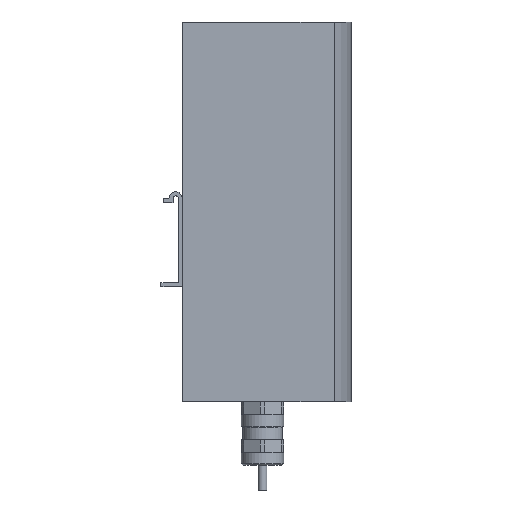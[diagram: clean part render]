
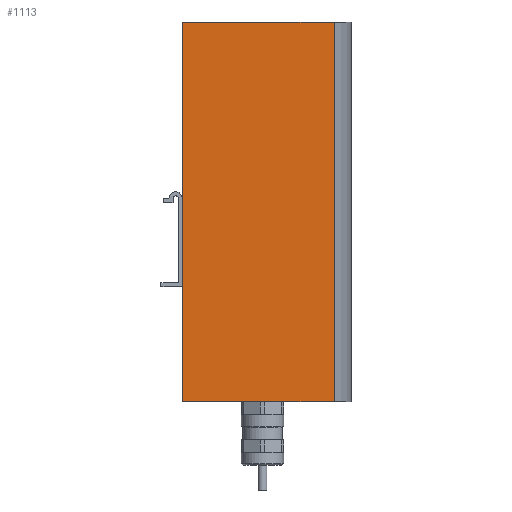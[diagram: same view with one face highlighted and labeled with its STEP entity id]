
A CAD part, front view. The second image highlights one B-rep face of the part: STEP entity #1113.
In plain terms, the highlighted planar face has unit normal (0, -1, 0).
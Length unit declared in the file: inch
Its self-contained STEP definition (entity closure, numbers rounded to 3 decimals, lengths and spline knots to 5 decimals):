
#121 = CARTESIAN_POINT ( 'NONE',  ( 1.33858, -0.94488, 0. ) ) ;
#131 = LINE ( 'NONE', #3213, #2710 ) ;
#187 = EDGE_CURVE ( 'NONE', #2310, #1892, #1745, .T. ) ;
#326 = ORIENTED_EDGE ( 'NONE', *, *, #187, .T. ) ;
#360 = DIRECTION ( 'NONE',  ( 1., 0., 0. ) ) ;
#405 = AXIS2_PLACEMENT_3D ( 'NONE', #2196, #2146, #360 ) ;
#473 = LINE ( 'NONE', #3624, #2121 ) ;
#852 = VECTOR ( 'NONE', #2970, 39.37008 ) ;
#1113 = ADVANCED_FACE ( 'NONE', ( #2798 ), #2464, .T. ) ;
#1334 = CARTESIAN_POINT ( 'NONE',  ( 1.33858, -0.94488, 7.09071 ) ) ;
#1363 = VERTEX_POINT ( 'NONE', #3398 ) ;
#1384 = DIRECTION ( 'NONE',  ( 1., 0., 0. ) ) ;
#1668 = EDGE_CURVE ( 'NONE', #1892, #3465, #473, .T. ) ;
#1674 = LINE ( 'NONE', #3553, #852 ) ;
#1745 = LINE ( 'NONE', #2874, #3292 ) ;
#1892 = VERTEX_POINT ( 'NONE', #121 ) ;
#2025 = DIRECTION ( 'NONE',  ( 0., 0., -1. ) ) ;
#2121 = VECTOR ( 'NONE', #3879, 39.37008 ) ;
#2146 = DIRECTION ( 'NONE',  ( 0., -1., 0. ) ) ;
#2196 = CARTESIAN_POINT ( 'NONE',  ( -1.49606, -0.94488, 0. ) ) ;
#2310 = VERTEX_POINT ( 'NONE', #3144 ) ;
#2464 = PLANE ( 'NONE',  #405 ) ;
#2710 = VECTOR ( 'NONE', #2025, 39.37008 ) ;
#2798 = FACE_OUTER_BOUND ( 'NONE', #3871, .T. ) ;
#2873 = EDGE_CURVE ( 'NONE', #1363, #2310, #131, .T. ) ;
#2874 = CARTESIAN_POINT ( 'NONE',  ( -1.49606, -0.94488, 0. ) ) ;
#2970 = DIRECTION ( 'NONE',  ( 1., 0., 0. ) ) ;
#3109 = ORIENTED_EDGE ( 'NONE', *, *, #2873, .T. ) ;
#3144 = CARTESIAN_POINT ( 'NONE',  ( -1.49606, -0.94488, 0. ) ) ;
#3213 = CARTESIAN_POINT ( 'NONE',  ( -1.49606, -0.94488, 0. ) ) ;
#3251 = ORIENTED_EDGE ( 'NONE', *, *, #1668, .T. ) ;
#3292 = VECTOR ( 'NONE', #1384, 39.37008 ) ;
#3398 = CARTESIAN_POINT ( 'NONE',  ( -1.49606, -0.94488, 7.09071 ) ) ;
#3465 = VERTEX_POINT ( 'NONE', #1334 ) ;
#3553 = CARTESIAN_POINT ( 'NONE',  ( -1.49606, -0.94488, 7.09071 ) ) ;
#3624 = CARTESIAN_POINT ( 'NONE',  ( 1.33858, -0.94488, 0. ) ) ;
#3710 = EDGE_CURVE ( 'NONE', #1363, #3465, #1674, .T. ) ;
#3795 = ORIENTED_EDGE ( 'NONE', *, *, #3710, .F. ) ;
#3871 = EDGE_LOOP ( 'NONE', ( #326, #3251, #3795, #3109 ) ) ;
#3879 = DIRECTION ( 'NONE',  ( 0., 0., 1. ) ) ;
